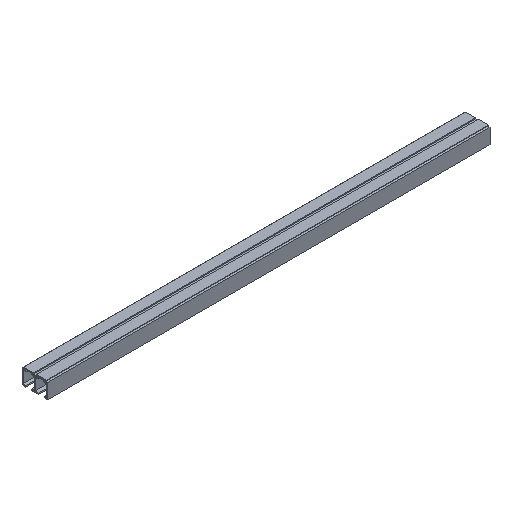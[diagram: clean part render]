
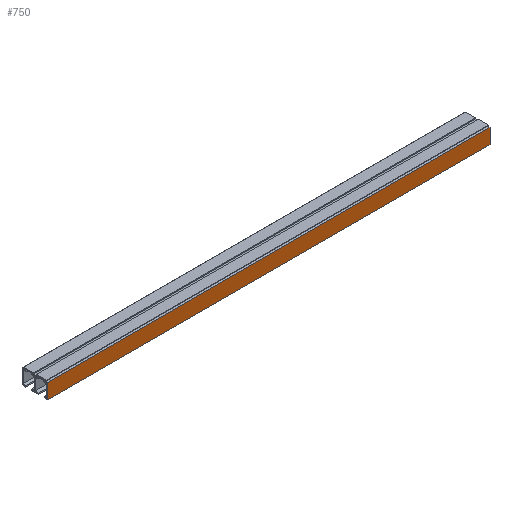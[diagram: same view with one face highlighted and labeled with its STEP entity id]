
A CAD part, isometric view. The second image highlights one B-rep face of the part: STEP entity #750.
In plain terms, the highlighted planar face has unit normal (0, -1, 0).
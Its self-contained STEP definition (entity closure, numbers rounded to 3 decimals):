
#36=ORIENTED_EDGE('',*,*,#249,.F.);
#37=ORIENTED_EDGE('',*,*,#248,.F.);
#38=ORIENTED_EDGE('',*,*,#250,.T.);
#39=ORIENTED_EDGE('',*,*,#251,.T.);
#248=EDGE_CURVE('',#353,#352,#428,.T.);
#249=EDGE_CURVE('',#352,#354,#429,.T.);
#250=EDGE_CURVE('',#353,#355,#430,.T.);
#251=EDGE_CURVE('',#355,#354,#431,.T.);
#352=VERTEX_POINT('',#1045);
#353=VERTEX_POINT('',#1047);
#354=VERTEX_POINT('',#1051);
#355=VERTEX_POINT('',#1053);
#428=LINE('',#1048,#536);
#429=LINE('',#1050,#537);
#430=LINE('',#1052,#538);
#431=LINE('',#1054,#539);
#536=VECTOR('',#857,1000.);
#537=VECTOR('',#860,1000.);
#538=VECTOR('',#861,1000.);
#539=VECTOR('',#862,1000.);
#636=EDGE_LOOP('',(#36,#37,#38,#39));
#674=FACE_BOUND('',#636,.T.);
#712=PLANE('',#801);
#750=ADVANCED_FACE('',(#674),#712,.T.);
#801=AXIS2_PLACEMENT_3D('',#1049,#858,#859);
#857=DIRECTION('',(1.,0.,0.));
#858=DIRECTION('',(0.,-1.,0.));
#859=DIRECTION('',(1.,0.,0.));
#860=DIRECTION('',(0.,0.,-1.));
#861=DIRECTION('',(0.,0.,-1.));
#862=DIRECTION('',(1.,0.,0.));
#1045=CARTESIAN_POINT('',(0.,-32.35,17.25));
#1047=CARTESIAN_POINT('',(-1100.,-32.35,17.25));
#1048=CARTESIAN_POINT('',(-1100.,-32.35,17.25));
#1049=CARTESIAN_POINT('',(-1100.,-32.35,17.25));
#1050=CARTESIAN_POINT('',(0.,-32.35,17.25));
#1051=CARTESIAN_POINT('',(0.,-32.35,-20.25));
#1052=CARTESIAN_POINT('',(-1100.,-32.35,17.25));
#1053=CARTESIAN_POINT('',(-1100.,-32.35,-20.25));
#1054=CARTESIAN_POINT('',(-1100.,-32.35,-20.25));
